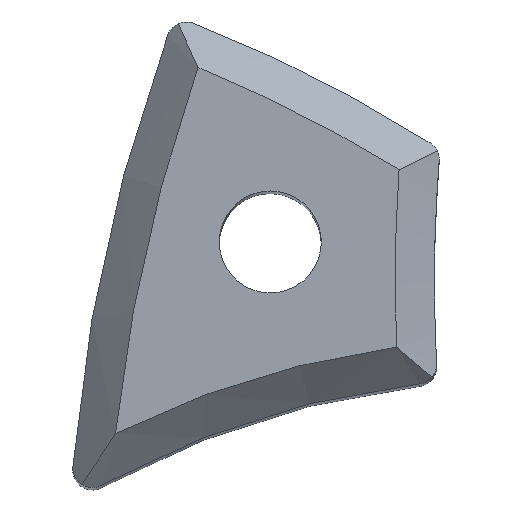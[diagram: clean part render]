
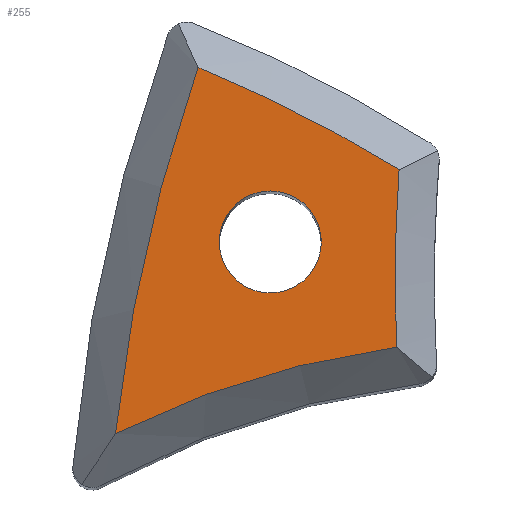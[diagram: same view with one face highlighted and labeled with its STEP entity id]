
A CAD part, top view. The second image highlights one B-rep face of the part: STEP entity #255.
In plain terms, the highlighted planar face has unit normal (0, 0, 1).
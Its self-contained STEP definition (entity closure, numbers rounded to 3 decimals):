
#3 = DIRECTION ( 'NONE',  ( 0., 0., 1. ) ) ;
#7 = EDGE_CURVE ( 'NONE', #716, #132, #129, .T. ) ;
#54 = ORIENTED_EDGE ( 'NONE', *, *, #60, .T. ) ;
#57 = DIRECTION ( 'NONE',  ( 1., 0., 0. ) ) ;
#60 = EDGE_CURVE ( 'NONE', #521, #497, #366, .T. ) ;
#65 = DIRECTION ( 'NONE',  ( 1., 0., 0. ) ) ;
#89 = CARTESIAN_POINT ( 'NONE',  ( -17.014, 25.469, 39. ) ) ;
#106 = EDGE_CURVE ( 'NONE', #487, #720, #574, .T. ) ;
#117 = CARTESIAN_POINT ( 'NONE',  ( 19.5, 16.086, 39. ) ) ;
#129 = CIRCLE ( 'NONE', #656, 34.5 ) ;
#132 = VERTEX_POINT ( 'NONE', #581 ) ;
#145 = DIRECTION ( 'NONE',  ( 1., 0., 0. ) ) ;
#155 = AXIS2_PLACEMENT_3D ( 'NONE', #781, #516, #145 ) ;
#163 = CARTESIAN_POINT ( 'NONE',  ( -18.314, 25.469, 39. ) ) ;
#184 = AXIS2_PLACEMENT_3D ( 'NONE', #562, #3, #198 ) ;
#198 = DIRECTION ( 'NONE',  ( 1., 0., 0. ) ) ;
#236 = AXIS2_PLACEMENT_3D ( 'NONE', #117, #622, #57 ) ;
#237 = ORIENTED_EDGE ( 'NONE', *, *, #714, .F. ) ;
#255 = ADVANCED_FACE ( 'NONE', ( #464, #762 ), #319, .T. ) ;
#282 = DIRECTION ( 'NONE',  ( 1., 0., 0. ) ) ;
#299 = EDGE_LOOP ( 'NONE', ( #509, #237 ) ) ;
#319 = PLANE ( 'NONE',  #184 ) ;
#329 = CIRCLE ( 'NONE', #792, 40.5 ) ;
#355 = ORIENTED_EDGE ( 'NONE', *, *, #7, .T. ) ;
#366 = CIRCLE ( 'NONE', #468, 23. ) ;
#377 = DIRECTION ( 'NONE',  ( 0., 0., 1. ) ) ;
#388 = EDGE_CURVE ( 'NONE', #497, #716, #329, .T. ) ;
#396 = DIRECTION ( 'NONE',  ( 0., 0., -1. ) ) ;
#415 = DIRECTION ( 'NONE',  ( 0., 0., -1. ) ) ;
#430 = CARTESIAN_POINT ( 'NONE',  ( -15.095, 22.791, 39. ) ) ;
#432 = CARTESIAN_POINT ( 'NONE',  ( -22.258, 20.586, 39. ) ) ;
#454 = CIRCLE ( 'NONE', #557, 1.3 ) ;
#463 = DIRECTION ( 'NONE',  ( 0., 0., 1. ) ) ;
#464 = FACE_OUTER_BOUND ( 'NONE', #667, .T. ) ;
#468 = AXIS2_PLACEMENT_3D ( 'NONE', #661, #396, #595 ) ;
#487 = VERTEX_POINT ( 'NONE', #496 ) ;
#496 = CARTESIAN_POINT ( 'NONE',  ( -19.614, 25.469, 39. ) ) ;
#497 = VERTEX_POINT ( 'NONE', #430 ) ;
#509 = ORIENTED_EDGE ( 'NONE', *, *, #106, .F. ) ;
#516 = DIRECTION ( 'NONE',  ( 0., 0., 1. ) ) ;
#521 = VERTEX_POINT ( 'NONE', #432 ) ;
#528 = EDGE_CURVE ( 'NONE', #132, #521, #741, .T. ) ;
#534 = ORIENTED_EDGE ( 'NONE', *, *, #388, .T. ) ;
#557 = AXIS2_PLACEMENT_3D ( 'NONE', #163, #463, #717 ) ;
#562 = CARTESIAN_POINT ( 'NONE',  ( 0., 0., 39. ) ) ;
#574 = CIRCLE ( 'NONE', #155, 1.3 ) ;
#581 = CARTESIAN_POINT ( 'NONE',  ( -20.157, 29.919, 39. ) ) ;
#594 = CARTESIAN_POINT ( 'NONE',  ( 25.37, 24.485, 39. ) ) ;
#595 = DIRECTION ( 'NONE',  ( 1., 0., 0. ) ) ;
#622 = DIRECTION ( 'NONE',  ( 0., 0., 1. ) ) ;
#637 = ORIENTED_EDGE ( 'NONE', *, *, #528, .T. ) ;
#656 = AXIS2_PLACEMENT_3D ( 'NONE', #688, #377, #65 ) ;
#661 = CARTESIAN_POINT ( 'NONE',  ( -12., 0., 39. ) ) ;
#667 = EDGE_LOOP ( 'NONE', ( #54, #534, #355, #637 ) ) ;
#669 = CARTESIAN_POINT ( 'NONE',  ( -15.032, 27.31, 39. ) ) ;
#688 = CARTESIAN_POINT ( 'NONE',  ( -33.193, -2.023, 39. ) ) ;
#714 = EDGE_CURVE ( 'NONE', #720, #487, #454, .T. ) ;
#716 = VERTEX_POINT ( 'NONE', #669 ) ;
#717 = DIRECTION ( 'NONE',  ( 1., 0., 0. ) ) ;
#720 = VERTEX_POINT ( 'NONE', #89 ) ;
#741 = CIRCLE ( 'NONE', #236, 42. ) ;
#762 = FACE_BOUND ( 'NONE', #299, .T. ) ;
#781 = CARTESIAN_POINT ( 'NONE',  ( -18.314, 25.469, 39. ) ) ;
#792 = AXIS2_PLACEMENT_3D ( 'NONE', #594, #415, #282 ) ;
